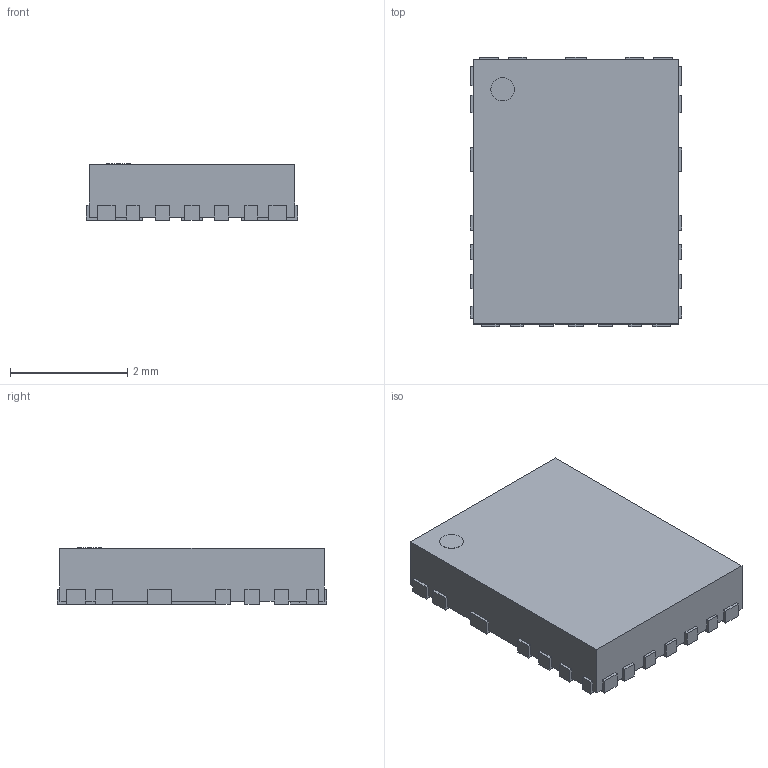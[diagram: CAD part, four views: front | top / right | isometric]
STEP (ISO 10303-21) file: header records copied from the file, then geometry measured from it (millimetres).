
FILE_DESCRIPTION(('FreeCAD Model'),'2;1');
FILE_NAME('Open CASCADE Shape Model','2023-08-15T13:48:34',('Author'),( ''),'Open CASCADE STEP processor 7.5','FreeCAD','Unknown');
FILE_SCHEMA(('AUTOMOTIVE_DESIGN { 1 0 10303 214 1 1 1 1 }'));
Length unit declared in the file: millimetre
Products named in the file (1): pin1-mark
Bounding box: 3.6 x 4.6 x 0.96 mm (x, y, z)
Volume: 14.5 mm3; surface area: 49.2 mm2
Topology: 1 solids, 1 shells, 157 faces, 462 edges, 308 vertices
Faces by surface type: plane 156, cylinder 1
Full cylindrical faces by diameter (mm): 0.4 x1
Entity records: 5198 total; most frequent: CARTESIAN_POINT 928, ORIENTED_EDGE 924, DIRECTION 780, EDGE_CURVE 462, LINE 460, VECTOR 460, VERTEX_POINT 308, AXIS2_PLACEMENT_3D 160
